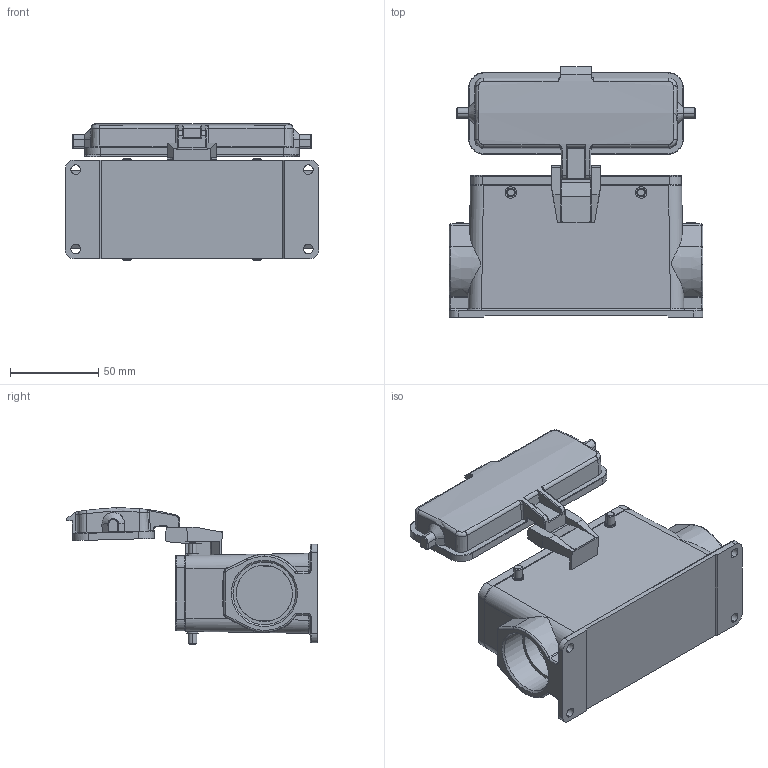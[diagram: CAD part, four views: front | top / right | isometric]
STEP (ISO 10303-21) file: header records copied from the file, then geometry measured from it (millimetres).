
FILE_DESCRIPTION(/* description */ (''),/* implementation_level */ '2;1');
FILE_NAME(/* name */ '3D_1240242705012_HV24B-SFH-4B-CV-PG29_V1.1.STP',/* time_stamp */ '2024-01-15T14:30:49+08:00',/* author */ (''),/* organization */ (''),/* preprocessor_version */ 'ST-DEVELOPER v18.1',/* originating_system */ 'SIEMENS PLM Software NX 1980',/* authorisation */ '');
FILE_SCHEMA (('AUTOMOTIVE_DESIGN { 1 0 10303 214 3 1 1 1 }'));
Length unit declared in the file: millimetre
Products named in the file (1): 14593F888800a5zt
Bounding box: 144 x 142.16 x 77.35 mm (x, y, z)
Volume: 207577.9 mm3; surface area: 96262.7 mm2
Topology: 7 solids, 7 shells, 695 faces, 1760 edges, 1107 vertices
Faces by surface type: cylinder 275, plane 270, torus 79, cone 38, bspline 29, sphere 3, extrusion 1
Full cylindrical faces by diameter (mm): 32 x1, 35.6 x1
Entity records: 23764 total; most frequent: CARTESIAN_POINT 7823, ORIENTED_EDGE 3512, DIRECTION 3011, EDGE_CURVE 1756, VERTEX_POINT 1106, AXIS2_PLACEMENT_3D 1080, VECTOR 851, LINE 850
